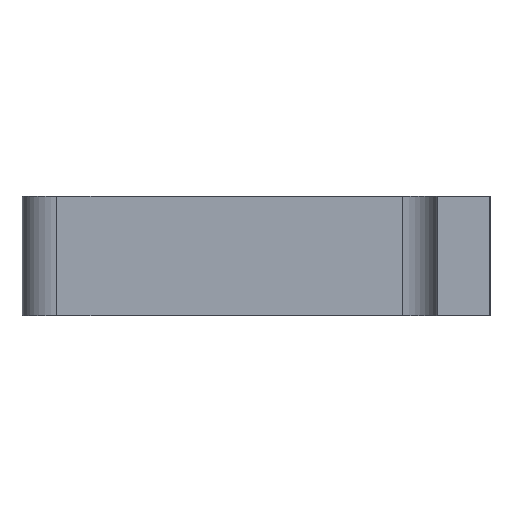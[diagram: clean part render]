
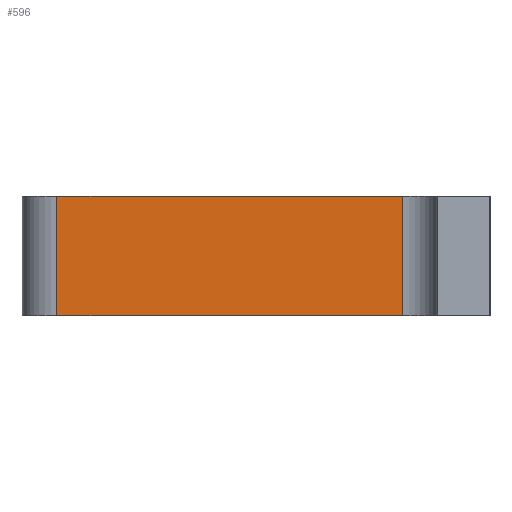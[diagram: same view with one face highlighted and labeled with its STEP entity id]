
A CAD part, left-side view. The second image highlights one B-rep face of the part: STEP entity #596.
In plain terms, the highlighted planar face has unit normal (-1, 0, 0).
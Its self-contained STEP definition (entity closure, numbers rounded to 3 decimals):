
#32=PLANE('',#670);
#74=FACE_OUTER_BOUND('',#108,.T.);
#108=EDGE_LOOP('',(#545,#546,#547,#548));
#138=LINE('',#940,#192);
#143=LINE('',#961,#197);
#147=LINE('',#971,#201);
#166=LINE('',#1020,#220);
#192=VECTOR('',#748,10.);
#197=VECTOR('',#773,10.);
#201=VECTOR('',#783,10.);
#220=VECTOR('',#838,10.);
#286=VERTEX_POINT('',#937);
#287=VERTEX_POINT('',#939);
#293=VERTEX_POINT('',#960);
#296=VERTEX_POINT('',#970);
#350=EDGE_CURVE('',#286,#287,#138,.T.);
#361=EDGE_CURVE('',#287,#293,#143,.T.);
#366=EDGE_CURVE('',#296,#293,#147,.T.);
#392=EDGE_CURVE('',#296,#286,#166,.T.);
#545=ORIENTED_EDGE('',*,*,#361,.F.);
#546=ORIENTED_EDGE('',*,*,#350,.F.);
#547=ORIENTED_EDGE('',*,*,#392,.F.);
#548=ORIENTED_EDGE('',*,*,#366,.T.);
#596=ADVANCED_FACE('',(#74),#32,.T.);
#670=AXIS2_PLACEMENT_3D('',#1021,#839,#840);
#748=DIRECTION('',(0.,1.,0.));
#773=DIRECTION('',(0.,0.,1.));
#783=DIRECTION('',(0.,1.,0.));
#838=DIRECTION('',(0.,0.,-1.));
#839=DIRECTION('center_axis',(-1.,0.,0.));
#840=DIRECTION('ref_axis',(0.,1.,0.));
#937=CARTESIAN_POINT('',(-17.5,11.,-37.85));
#939=CARTESIAN_POINT('',(-17.5,30.8,-37.85));
#940=CARTESIAN_POINT('',(-17.5,6.,-37.85));
#960=CARTESIAN_POINT('',(-17.5,30.8,-31.));
#961=CARTESIAN_POINT('',(-17.5,30.8,-31.));
#970=CARTESIAN_POINT('',(-17.5,11.,-31.));
#971=CARTESIAN_POINT('',(-17.5,6.,-31.));
#1020=CARTESIAN_POINT('',(-17.5,11.,-31.));
#1021=CARTESIAN_POINT('Origin',(-17.5,9.,-31.));
